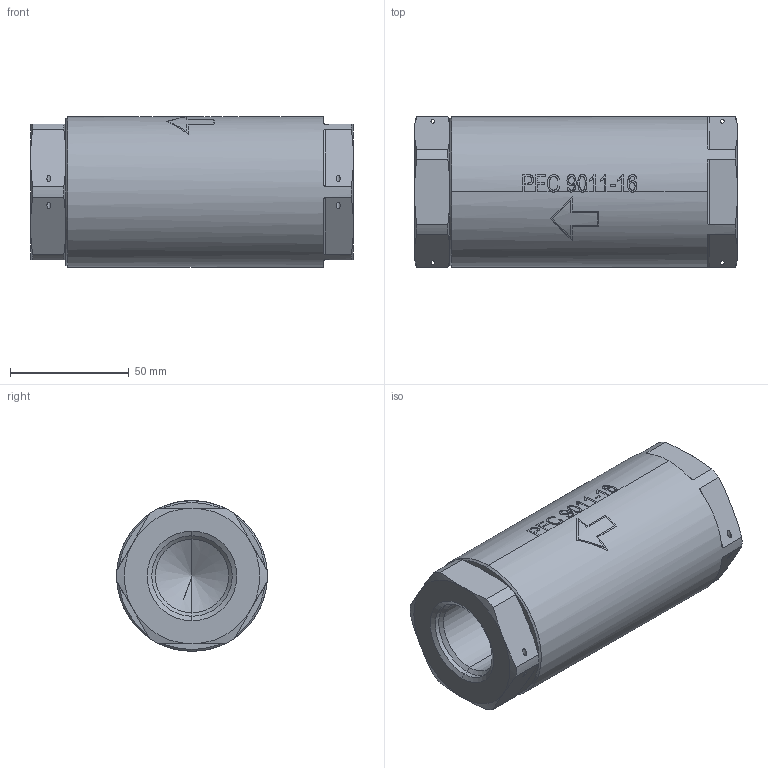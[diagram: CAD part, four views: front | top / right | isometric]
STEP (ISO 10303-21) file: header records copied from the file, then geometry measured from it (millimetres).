
FILE_DESCRIPTION (( 'STEP AP214' ), '1' );
FILE_NAME ('09011016_AS5202(TT).STEP', '2015-06-29T22:56:12', ( '' ), ( '' ), 'SwSTEP 2.0', 'SolidWorks 2015', '' );
FILE_SCHEMA (( 'AUTOMOTIVE_DESIGN' ));
Length unit declared in the file: millimetre
Products named in the file (3): 09011161_STEP(BODY); 09011166_STEP(ADAPTER); 09011016_AS5202(TT)
Assembly tree (2 placements, depth 2):
  09011016_AS5202(TT)
    09011166_STEP(ADAPTER)
    09011161_STEP(BODY)
Bounding box: 136.06 x 63.5 x 63.5 mm (x, y, z)
Volume: 376290 mm3; surface area: 51298.4 mm2
Topology: 2 solids, 2 shells, 232 faces, 595 edges, 374 vertices
Faces by surface type: plane 80, cylinder 54, bspline 54, cone 38, torus 6
Entity records: 10471 total; most frequent: CARTESIAN_POINT 5208, ORIENTED_EDGE 1182, DIRECTION 911, EDGE_CURVE 591, VERTEX_POINT 374, AXIS2_PLACEMENT_3D 333, EDGE_LOOP 251, VECTOR 245
